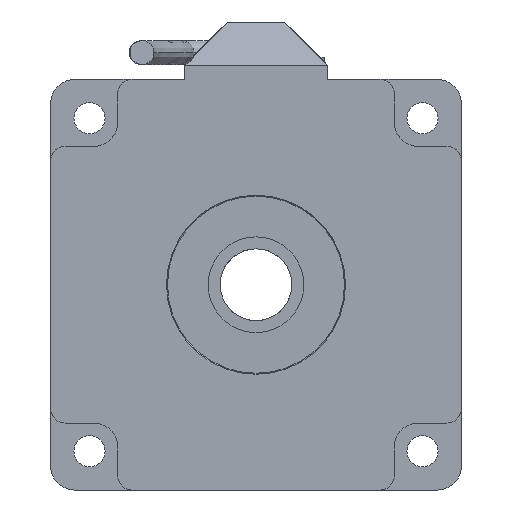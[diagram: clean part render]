
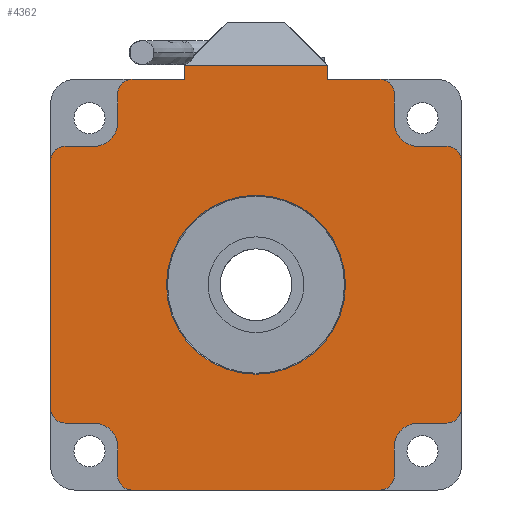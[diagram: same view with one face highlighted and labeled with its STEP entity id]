
A CAD part, front view. The second image highlights one B-rep face of the part: STEP entity #4362.
In plain terms, the highlighted planar face has unit normal (0, -1, 0).
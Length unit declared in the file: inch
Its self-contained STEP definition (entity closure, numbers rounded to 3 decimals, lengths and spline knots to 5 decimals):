
#1=CARTESIAN_POINT('',(0.,0.,0.));
#2=DIRECTION('',(0.,1.,0.));
#3=DIRECTION('',(-1.,0.,0.));
#4=AXIS2_PLACEMENT_3D('',#1,#2,#3);
#6=CARTESIAN_POINT('',(0.,0.,0.));
#7=DIRECTION('',(0.,1.,0.));
#8=DIRECTION('',(1.,0.,0.));
#9=AXIS2_PLACEMENT_3D('',#6,#7,#8);
#11=DIRECTION('',(1.,0.,0.));
#12=VECTOR('',#11,30.);
#13=CARTESIAN_POINT('',(-15.,0.,45.9));
#14=LINE('',#13,#12);
#15=DIRECTION('',(1.,0.,0.));
#16=VECTOR('',#15,10.9);
#17=CARTESIAN_POINT('',(15.,0.,42.9));
#18=LINE('',#17,#16);
#19=CARTESIAN_POINT('',(25.9,0.,39.9));
#20=DIRECTION('',(0.,-1.,0.));
#21=DIRECTION('',(1.,0.,0.));
#22=AXIS2_PLACEMENT_3D('',#19,#20,#21);
#24=DIRECTION('',(0.,0.,-1.));
#25=VECTOR('',#24,6.);
#26=CARTESIAN_POINT('',(28.9,0.,39.9));
#27=LINE('',#26,#25);
#28=DIRECTION('',(1.,0.,0.));
#29=VECTOR('',#28,6.);
#30=CARTESIAN_POINT('',(33.9,0.,28.9));
#31=LINE('',#30,#29);
#32=CARTESIAN_POINT('',(39.9,0.,25.9));
#33=DIRECTION('',(0.,-1.,0.));
#34=DIRECTION('',(1.,0.,0.));
#35=AXIS2_PLACEMENT_3D('',#32,#33,#34);
#37=DIRECTION('',(0.,0.,-1.));
#38=VECTOR('',#37,51.8);
#39=CARTESIAN_POINT('',(42.9,0.,25.9));
#40=LINE('',#39,#38);
#41=CARTESIAN_POINT('',(39.9,0.,-25.9));
#42=DIRECTION('',(0.,-1.,0.));
#43=DIRECTION('',(0.,0.,-1.));
#44=AXIS2_PLACEMENT_3D('',#41,#42,#43);
#46=DIRECTION('',(-1.,0.,0.));
#47=VECTOR('',#46,6.);
#48=CARTESIAN_POINT('',(39.9,0.,-28.9));
#49=LINE('',#48,#47);
#50=DIRECTION('',(0.,0.,-1.));
#51=VECTOR('',#50,6.);
#52=CARTESIAN_POINT('',(28.9,0.,-33.9));
#53=LINE('',#52,#51);
#54=CARTESIAN_POINT('',(25.9,0.,-39.9));
#55=DIRECTION('',(0.,-1.,0.));
#56=DIRECTION('',(0.,0.,-1.));
#57=AXIS2_PLACEMENT_3D('',#54,#55,#56);
#59=DIRECTION('',(-1.,0.,0.));
#60=VECTOR('',#59,51.8);
#61=CARTESIAN_POINT('',(25.9,0.,-42.9));
#62=LINE('',#61,#60);
#63=CARTESIAN_POINT('',(-25.9,0.,-39.9));
#64=DIRECTION('',(0.,-1.,0.));
#65=DIRECTION('',(-1.,0.,0.));
#66=AXIS2_PLACEMENT_3D('',#63,#64,#65);
#68=DIRECTION('',(0.,0.,1.));
#69=VECTOR('',#68,6.);
#70=CARTESIAN_POINT('',(-28.9,0.,-39.9));
#71=LINE('',#70,#69);
#72=DIRECTION('',(-1.,0.,0.));
#73=VECTOR('',#72,6.);
#74=CARTESIAN_POINT('',(-33.9,0.,-28.9));
#75=LINE('',#74,#73);
#76=CARTESIAN_POINT('',(-39.9,0.,-25.9));
#77=DIRECTION('',(0.,-1.,0.));
#78=DIRECTION('',(-1.,0.,0.));
#79=AXIS2_PLACEMENT_3D('',#76,#77,#78);
#81=DIRECTION('',(0.,0.,1.));
#82=VECTOR('',#81,51.8);
#83=CARTESIAN_POINT('',(-42.9,0.,-25.9));
#84=LINE('',#83,#82);
#85=CARTESIAN_POINT('',(-39.9,0.,25.9));
#86=DIRECTION('',(0.,-1.,0.));
#87=DIRECTION('',(0.,0.,1.));
#88=AXIS2_PLACEMENT_3D('',#85,#86,#87);
#90=DIRECTION('',(1.,0.,0.));
#91=VECTOR('',#90,6.);
#92=CARTESIAN_POINT('',(-39.9,0.,28.9));
#93=LINE('',#92,#91);
#94=DIRECTION('',(0.,0.,1.));
#95=VECTOR('',#94,6.);
#96=CARTESIAN_POINT('',(-28.9,0.,33.9));
#97=LINE('',#96,#95);
#98=CARTESIAN_POINT('',(-25.9,0.,39.9));
#99=DIRECTION('',(0.,-1.,0.));
#100=DIRECTION('',(0.,0.,1.));
#101=AXIS2_PLACEMENT_3D('',#98,#99,#100);
#103=DIRECTION('',(1.,0.,0.));
#104=VECTOR('',#103,10.9);
#105=CARTESIAN_POINT('',(-25.9,0.,42.9));
#106=LINE('',#105,#104);
#107=DIRECTION('',(0.,0.,1.));
#108=VECTOR('',#107,3.);
#109=CARTESIAN_POINT('',(-15.,0.,42.9));
#110=LINE('',#109,#108);
#926=DIRECTION('',(0.,0.,1.));
#927=VECTOR('',#926,3.);
#928=CARTESIAN_POINT('',(15.,0.,42.9));
#929=LINE('',#928,#927);
#1574=CARTESIAN_POINT('',(-33.9,0.,-33.9));
#1575=DIRECTION('',(0.,1.,0.));
#1576=DIRECTION('',(0.,0.,1.));
#1577=AXIS2_PLACEMENT_3D('',#1574,#1575,#1576);
#1618=CARTESIAN_POINT('',(33.9,0.,-33.9));
#1619=DIRECTION('',(0.,1.,0.));
#1620=DIRECTION('',(-1.,0.,0.));
#1621=AXIS2_PLACEMENT_3D('',#1618,#1619,#1620);
#3337=CARTESIAN_POINT('',(33.9,0.,33.9));
#3338=DIRECTION('',(0.,1.,0.));
#3339=DIRECTION('',(0.,0.,-1.));
#3340=AXIS2_PLACEMENT_3D('',#3337,#3338,#3339);
#3381=CARTESIAN_POINT('',(-33.9,0.,33.9));
#3382=DIRECTION('',(0.,1.,0.));
#3383=DIRECTION('',(1.,0.,0.));
#3384=AXIS2_PLACEMENT_3D('',#3381,#3382,#3383);
#3477=CARTESIAN_POINT('',(33.9,0.,28.9));
#3478=CARTESIAN_POINT('',(28.9,0.,33.9));
#3479=VERTEX_POINT('',#3477);
#3480=VERTEX_POINT('',#3478);
#3481=CARTESIAN_POINT('',(28.9,0.,-33.9));
#3482=CARTESIAN_POINT('',(33.9,0.,-28.9));
#3483=VERTEX_POINT('',#3481);
#3484=VERTEX_POINT('',#3482);
#3485=CARTESIAN_POINT('',(-33.9,0.,-28.9));
#3486=CARTESIAN_POINT('',(-28.9,0.,-33.9));
#3487=VERTEX_POINT('',#3485);
#3488=VERTEX_POINT('',#3486);
#3489=CARTESIAN_POINT('',(-28.9,0.,33.9));
#3490=CARTESIAN_POINT('',(-33.9,0.,28.9));
#3491=VERTEX_POINT('',#3489);
#3492=VERTEX_POINT('',#3490);
#3493=CARTESIAN_POINT('',(-39.9,0.,28.9));
#3494=CARTESIAN_POINT('',(-42.9,0.,25.9));
#3495=VERTEX_POINT('',#3493);
#3496=VERTEX_POINT('',#3494);
#3497=CARTESIAN_POINT('',(-25.9,0.,42.9));
#3498=CARTESIAN_POINT('',(-28.9,0.,39.9));
#3499=VERTEX_POINT('',#3497);
#3500=VERTEX_POINT('',#3498);
#3501=CARTESIAN_POINT('',(28.9,0.,39.9));
#3502=CARTESIAN_POINT('',(25.9,0.,42.9));
#3503=VERTEX_POINT('',#3501);
#3504=VERTEX_POINT('',#3502);
#3505=CARTESIAN_POINT('',(42.9,0.,25.9));
#3506=CARTESIAN_POINT('',(39.9,0.,28.9));
#3507=VERTEX_POINT('',#3505);
#3508=VERTEX_POINT('',#3506);
#3509=CARTESIAN_POINT('',(39.9,0.,-28.9));
#3510=CARTESIAN_POINT('',(42.9,0.,-25.9));
#3511=VERTEX_POINT('',#3509);
#3512=VERTEX_POINT('',#3510);
#3513=CARTESIAN_POINT('',(25.9,0.,-42.9));
#3514=CARTESIAN_POINT('',(28.9,0.,-39.9));
#3515=VERTEX_POINT('',#3513);
#3516=VERTEX_POINT('',#3514);
#3517=CARTESIAN_POINT('',(-28.9,0.,-39.9));
#3518=CARTESIAN_POINT('',(-25.9,0.,-42.9));
#3519=VERTEX_POINT('',#3517);
#3520=VERTEX_POINT('',#3518);
#3521=CARTESIAN_POINT('',(-42.9,0.,-25.9));
#3522=CARTESIAN_POINT('',(-39.9,0.,-28.9));
#3523=VERTEX_POINT('',#3521);
#3524=VERTEX_POINT('',#3522);
#4125=CARTESIAN_POINT('',(-18.7,0.,0.));
#4126=CARTESIAN_POINT('',(18.7,0.,0.));
#4127=VERTEX_POINT('',#4125);
#4128=VERTEX_POINT('',#4126);
#4137=CARTESIAN_POINT('',(-15.,0.,42.9));
#4139=VERTEX_POINT('',#4137);
#4141=CARTESIAN_POINT('',(15.,0.,42.9));
#4143=VERTEX_POINT('',#4141);
#4151=CARTESIAN_POINT('',(-15.,0.,45.9));
#4152=CARTESIAN_POINT('',(15.,0.,45.9));
#4153=VERTEX_POINT('',#4151);
#4154=VERTEX_POINT('',#4152);
#4293=CARTESIAN_POINT('',(0.,0.,0.));
#4294=DIRECTION('',(0.,1.,0.));
#4295=DIRECTION('',(0.,0.,-1.));
#4296=AXIS2_PLACEMENT_3D('',#4293,#4294,#4295);
#4297=PLANE('',#4296);
#4299=ORIENTED_EDGE('',*,*,#4298,.T.);
#4301=ORIENTED_EDGE('',*,*,#4300,.F.);
#4303=ORIENTED_EDGE('',*,*,#4302,.T.);
#4305=ORIENTED_EDGE('',*,*,#4304,.F.);
#4307=ORIENTED_EDGE('',*,*,#4306,.T.);
#4309=ORIENTED_EDGE('',*,*,#4308,.F.);
#4311=ORIENTED_EDGE('',*,*,#4310,.T.);
#4313=ORIENTED_EDGE('',*,*,#4312,.F.);
#4315=ORIENTED_EDGE('',*,*,#4314,.T.);
#4317=ORIENTED_EDGE('',*,*,#4316,.F.);
#4319=ORIENTED_EDGE('',*,*,#4318,.T.);
#4321=ORIENTED_EDGE('',*,*,#4320,.F.);
#4323=ORIENTED_EDGE('',*,*,#4322,.T.);
#4325=ORIENTED_EDGE('',*,*,#4324,.F.);
#4327=ORIENTED_EDGE('',*,*,#4326,.T.);
#4329=ORIENTED_EDGE('',*,*,#4328,.F.);
#4331=ORIENTED_EDGE('',*,*,#4330,.T.);
#4333=ORIENTED_EDGE('',*,*,#4332,.F.);
#4335=ORIENTED_EDGE('',*,*,#4334,.T.);
#4337=ORIENTED_EDGE('',*,*,#4336,.F.);
#4339=ORIENTED_EDGE('',*,*,#4338,.T.);
#4341=ORIENTED_EDGE('',*,*,#4340,.F.);
#4343=ORIENTED_EDGE('',*,*,#4342,.T.);
#4345=ORIENTED_EDGE('',*,*,#4344,.F.);
#4347=ORIENTED_EDGE('',*,*,#4346,.T.);
#4349=ORIENTED_EDGE('',*,*,#4348,.F.);
#4351=ORIENTED_EDGE('',*,*,#4350,.T.);
#4353=ORIENTED_EDGE('',*,*,#4352,.T.);
#4354=EDGE_LOOP('',(#4299,#4301,#4303,#4305,#4307,#4309,#4311,#4313,#4315,#4317,
#4319,#4321,#4323,#4325,#4327,#4329,#4331,#4333,#4335,#4337,#4339,#4341,#4343,
#4345,#4347,#4349,#4351,#4353));
#4355=FACE_OUTER_BOUND('',#4354,.F.);
#4357=ORIENTED_EDGE('',*,*,#4356,.F.);
#4359=ORIENTED_EDGE('',*,*,#4358,.F.);
#4360=EDGE_LOOP('',(#4357,#4359));
#4361=FACE_BOUND('',#4360,.F.);
#4362=ADVANCED_FACE('',(#4355,#4361),#4297,.F.);
#5=CIRCLE('',#4,18.7);
#10=CIRCLE('',#9,18.7);
#23=CIRCLE('',#22,3.);
#36=CIRCLE('',#35,3.);
#45=CIRCLE('',#44,3.);
#58=CIRCLE('',#57,3.);
#67=CIRCLE('',#66,3.);
#80=CIRCLE('',#79,3.);
#89=CIRCLE('',#88,3.);
#102=CIRCLE('',#101,3.);
#1578=CIRCLE('',#1577,5.);
#1622=CIRCLE('',#1621,5.);
#3341=CIRCLE('',#3340,5.);
#3385=CIRCLE('',#3384,5.);
#4298=EDGE_CURVE('',#4153,#4154,#14,.T.);
#4300=EDGE_CURVE('',#4143,#4154,#929,.T.);
#4302=EDGE_CURVE('',#4143,#3504,#18,.T.);
#4304=EDGE_CURVE('',#3503,#3504,#23,.T.);
#4306=EDGE_CURVE('',#3503,#3480,#27,.T.);
#4308=EDGE_CURVE('',#3479,#3480,#3341,.T.);
#4310=EDGE_CURVE('',#3479,#3508,#31,.T.);
#4312=EDGE_CURVE('',#3507,#3508,#36,.T.);
#4314=EDGE_CURVE('',#3507,#3512,#40,.T.);
#4316=EDGE_CURVE('',#3511,#3512,#45,.T.);
#4318=EDGE_CURVE('',#3511,#3484,#49,.T.);
#4320=EDGE_CURVE('',#3483,#3484,#1622,.T.);
#4322=EDGE_CURVE('',#3483,#3516,#53,.T.);
#4324=EDGE_CURVE('',#3515,#3516,#58,.T.);
#4326=EDGE_CURVE('',#3515,#3520,#62,.T.);
#4328=EDGE_CURVE('',#3519,#3520,#67,.T.);
#4330=EDGE_CURVE('',#3519,#3488,#71,.T.);
#4332=EDGE_CURVE('',#3487,#3488,#1578,.T.);
#4334=EDGE_CURVE('',#3487,#3524,#75,.T.);
#4336=EDGE_CURVE('',#3523,#3524,#80,.T.);
#4338=EDGE_CURVE('',#3523,#3496,#84,.T.);
#4340=EDGE_CURVE('',#3495,#3496,#89,.T.);
#4342=EDGE_CURVE('',#3495,#3492,#93,.T.);
#4344=EDGE_CURVE('',#3491,#3492,#3385,.T.);
#4346=EDGE_CURVE('',#3491,#3500,#97,.T.);
#4348=EDGE_CURVE('',#3499,#3500,#102,.T.);
#4350=EDGE_CURVE('',#3499,#4139,#106,.T.);
#4352=EDGE_CURVE('',#4139,#4153,#110,.T.);
#4356=EDGE_CURVE('',#4127,#4128,#5,.T.);
#4358=EDGE_CURVE('',#4128,#4127,#10,.T.);
